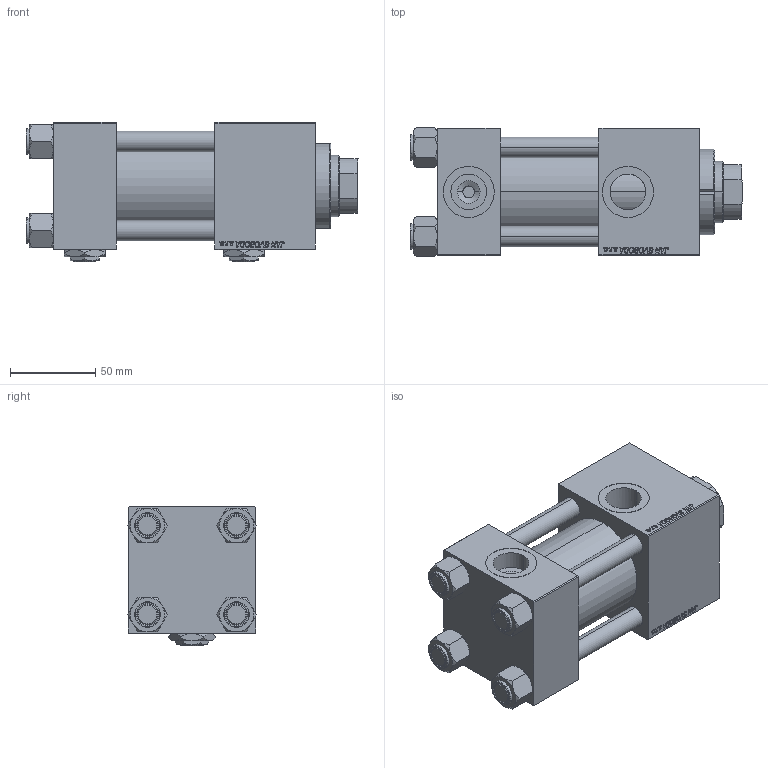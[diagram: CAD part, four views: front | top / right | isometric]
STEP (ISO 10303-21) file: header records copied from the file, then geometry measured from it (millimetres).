
FILE_DESCRIPTION (( 'STEP AP203' ), '1' );
FILE_NAME ('1478.STEP', '2022-04-16T23:45:30', ( '' ), ( '' ), 'SwSTEP 2.0', 'SolidWorks 2019', '' );
FILE_SCHEMA (( 'CONFIG_CONTROL_DESIGN' ));
Length unit declared in the file: millimetre
Products named in the file (7): V215CD_VC_C c56d5b50404aa795029664a6c2b863c3; Zatka_pro_OIL_PORT c56d5b50404aa795029664a6c2b863c3; NUT_M5_V215CD_C c56d5b50404aa795029664a6c2b863c3; V215CD_VCP_C c56d5b50404aa795029664a6c2b863c3; V215CD_Body_C c56d5b50404aa795029664a6c2b863c3; V215CD_C_TYCINKA c56d5b50404aa795029664a6c2b863c3; 1478
Assembly tree (13 placements, depth 2):
  1478
    V215CD_Body_C c56d5b50404aa795029664a6c2b863c3
    V215CD_VC_C c56d5b50404aa795029664a6c2b863c3
    V215CD_VCP_C c56d5b50404aa795029664a6c2b863c3
    V215CD_C_TYCINKA c56d5b50404aa795029664a6c2b863c3  x4
    NUT_M5_V215CD_C c56d5b50404aa795029664a6c2b863c3  x4
    Zatka_pro_OIL_PORT c56d5b50404aa795029664a6c2b863c3  x2
Bounding box: 195 x 75.54 x 82 mm (x, y, z)
Volume: 680814.1 mm3; surface area: 160080.6 mm2
Topology: 13 solids, 13 shells, 1255 faces, 3124 edges, 2017 vertices
Faces by surface type: plane 575, bspline 392, cone 178, cylinder 102, torus 8
Entity records: 52485 total; most frequent: CARTESIAN_POINT 27809, ORIENTED_EDGE 5548, DIRECTION 3590, EDGE_CURVE 2774, VERTEX_POINT 1815, LINE 1642, VECTOR 1642, EDGE_LOOP 1229
